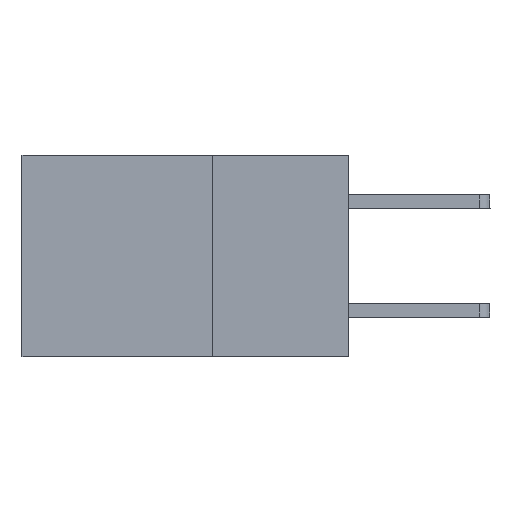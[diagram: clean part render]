
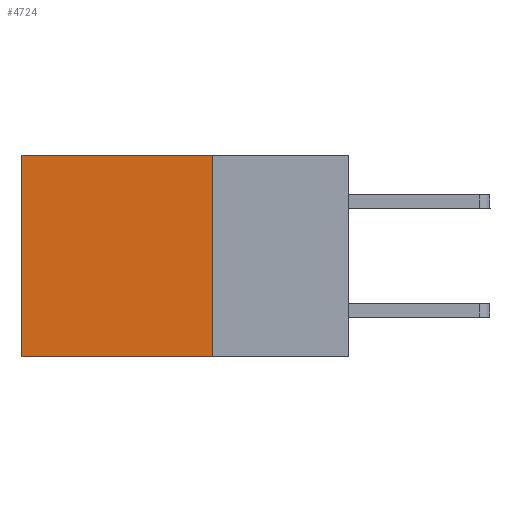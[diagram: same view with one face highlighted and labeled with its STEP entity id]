
A CAD part, left-side view. The second image highlights one B-rep face of the part: STEP entity #4724.
In plain terms, the highlighted planar face has unit normal (-1, 0, 0).
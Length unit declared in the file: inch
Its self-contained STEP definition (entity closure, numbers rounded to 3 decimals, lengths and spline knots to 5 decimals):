
#53 = CARTESIAN_POINT ( 'NONE',  ( 0.298, 0.25, 0. ) ) ;
#616 = CARTESIAN_POINT ( 'NONE',  ( 0.298, 0.25, 0. ) ) ;
#732 = EDGE_CURVE ( 'NONE', #11373, #5307, #10240, .T. ) ;
#855 = AXIS2_PLACEMENT_3D ( 'NONE', #53, #2084, #1074 ) ;
#1074 = DIRECTION ( 'NONE',  ( 0., 0., -1. ) ) ;
#1256 = LINE ( 'NONE', #6008, #7930 ) ;
#2084 = DIRECTION ( 'NONE',  ( 1., 0., 0. ) ) ;
#2592 = CARTESIAN_POINT ( 'NONE',  ( 0.298, 0.6, 0. ) ) ;
#2665 = LINE ( 'NONE', #616, #6302 ) ;
#3249 = EDGE_CURVE ( 'NONE', #7449, #6932, #2665, .T. ) ;
#3322 = DIRECTION ( 'NONE',  ( 0., 0., -1. ) ) ;
#4724 = ADVANCED_FACE ( 'NONE', ( #10201 ), #7305, .F. ) ;
#5307 = VERTEX_POINT ( 'NONE', #9540 ) ;
#6008 = CARTESIAN_POINT ( 'NONE',  ( 0.298, 0.25, 0. ) ) ;
#6208 = EDGE_CURVE ( 'NONE', #7449, #11373, #1256, .T. ) ;
#6302 = VECTOR ( 'NONE', #11523, 39.37008 ) ;
#6435 = ORIENTED_EDGE ( 'NONE', *, *, #732, .F. ) ;
#6462 = CARTESIAN_POINT ( 'NONE',  ( 0.298, 0.25, -0.37 ) ) ;
#6566 = CARTESIAN_POINT ( 'NONE',  ( 0.298, 0.25, -0.37 ) ) ;
#6782 = EDGE_CURVE ( 'NONE', #6932, #5307, #10733, .T. ) ;
#6932 = VERTEX_POINT ( 'NONE', #10119 ) ;
#7305 = PLANE ( 'NONE',  #855 ) ;
#7449 = VERTEX_POINT ( 'NONE', #11439 ) ;
#7930 = VECTOR ( 'NONE', #3322, 39.37008 ) ;
#8512 = ORIENTED_EDGE ( 'NONE', *, *, #6208, .F. ) ;
#9536 = DIRECTION ( 'NONE',  ( 0., 1., 0. ) ) ;
#9540 = CARTESIAN_POINT ( 'NONE',  ( 0.298, 0.6, -0.37 ) ) ;
#10119 = CARTESIAN_POINT ( 'NONE',  ( 0.298, 0.6, 0. ) ) ;
#10201 = FACE_OUTER_BOUND ( 'NONE', #11279, .T. ) ;
#10239 = ORIENTED_EDGE ( 'NONE', *, *, #3249, .T. ) ;
#10240 = LINE ( 'NONE', #6566, #11497 ) ;
#10733 = LINE ( 'NONE', #2592, #11558 ) ;
#11238 = ORIENTED_EDGE ( 'NONE', *, *, #6782, .T. ) ;
#11279 = EDGE_LOOP ( 'NONE', ( #11238, #6435, #8512, #10239 ) ) ;
#11373 = VERTEX_POINT ( 'NONE', #6462 ) ;
#11439 = CARTESIAN_POINT ( 'NONE',  ( 0.298, 0.25, 0. ) ) ;
#11497 = VECTOR ( 'NONE', #9536, 39.37008 ) ;
#11523 = DIRECTION ( 'NONE',  ( 0., 1., 0. ) ) ;
#11558 = VECTOR ( 'NONE', #11668, 39.37008 ) ;
#11668 = DIRECTION ( 'NONE',  ( 0., 0., -1. ) ) ;
